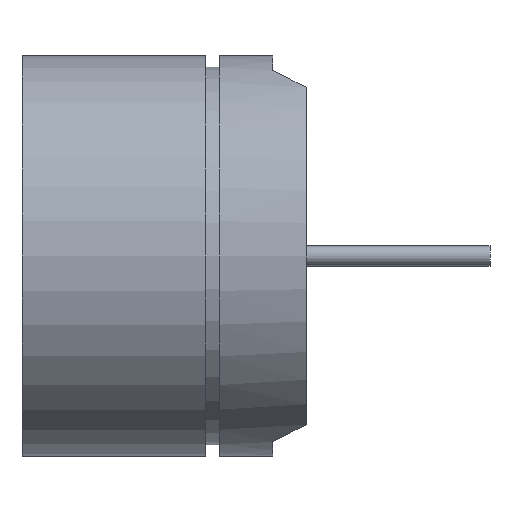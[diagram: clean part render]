
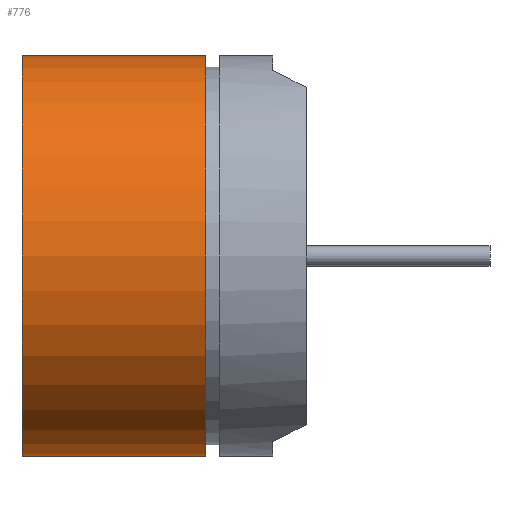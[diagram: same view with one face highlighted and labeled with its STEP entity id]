
A CAD part, left-side view. The second image highlights one B-rep face of the part: STEP entity #776.
In plain terms, the highlighted cylindrical face has radius 6 mm (diameter 12 mm), a partial arc.
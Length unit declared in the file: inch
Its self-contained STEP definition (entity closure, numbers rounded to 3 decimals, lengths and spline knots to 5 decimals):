
#47 = AXIS2_PLACEMENT_3D ( 'NONE', #1041, #850, #546 ) ;
#133 = CIRCLE ( 'NONE', #783, 0.23622 ) ;
#140 = CARTESIAN_POINT ( 'NONE',  ( 0., 0., 0.23622 ) ) ;
#163 = CARTESIAN_POINT ( 'NONE',  ( 0., 0.33465, -0.23622 ) ) ;
#174 = VECTOR ( 'NONE', #1317, 39.37008 ) ;
#225 = ORIENTED_EDGE ( 'NONE', *, *, #2110, .T. ) ;
#326 = VERTEX_POINT ( 'NONE', #2044 ) ;
#453 = CIRCLE ( 'NONE', #47, 0.23622 ) ;
#532 = DIRECTION ( 'NONE',  ( 0., 1., 0. ) ) ;
#546 = DIRECTION ( 'NONE',  ( 0., 0., 1. ) ) ;
#737 = VECTOR ( 'NONE', #532, 39.37008 ) ;
#776 = ADVANCED_FACE ( 'NONE', ( #1169 ), #1526, .T. ) ;
#783 = AXIS2_PLACEMENT_3D ( 'NONE', #1710, #1684, #2026 ) ;
#850 = DIRECTION ( 'NONE',  ( 0., 1., 0. ) ) ;
#851 = ORIENTED_EDGE ( 'NONE', *, *, #1322, .F. ) ;
#934 = ORIENTED_EDGE ( 'NONE', *, *, #1981, .F. ) ;
#1041 = CARTESIAN_POINT ( 'NONE',  ( 0., 0.33465, 0. ) ) ;
#1065 = VERTEX_POINT ( 'NONE', #1660 ) ;
#1129 = VERTEX_POINT ( 'NONE', #1720 ) ;
#1169 = FACE_OUTER_BOUND ( 'NONE', #1739, .T. ) ;
#1183 = EDGE_CURVE ( 'NONE', #326, #1129, #1836, .T. ) ;
#1317 = DIRECTION ( 'NONE',  ( 0., 1., 0. ) ) ;
#1322 = EDGE_CURVE ( 'NONE', #1546, #1129, #453, .T. ) ;
#1526 = CYLINDRICAL_SURFACE ( 'NONE', #1950, 0.23622 ) ;
#1546 = VERTEX_POINT ( 'NONE', #163 ) ;
#1566 = ORIENTED_EDGE ( 'NONE', *, *, #1183, .T. ) ;
#1650 = LINE ( 'NONE', #2165, #174 ) ;
#1660 = CARTESIAN_POINT ( 'NONE',  ( 0., 0.11811, -0.23622 ) ) ;
#1684 = DIRECTION ( 'NONE',  ( 0., 1., 0. ) ) ;
#1710 = CARTESIAN_POINT ( 'NONE',  ( 0., 0.11811, 0. ) ) ;
#1720 = CARTESIAN_POINT ( 'NONE',  ( 0., 0.33465, 0.23622 ) ) ;
#1739 = EDGE_LOOP ( 'NONE', ( #934, #225, #1566, #851 ) ) ;
#1836 = LINE ( 'NONE', #140, #737 ) ;
#1950 = AXIS2_PLACEMENT_3D ( 'NONE', #2206, #2047, #2190 ) ;
#1981 = EDGE_CURVE ( 'NONE', #1065, #1546, #1650, .T. ) ;
#2026 = DIRECTION ( 'NONE',  ( 0., 0., 1. ) ) ;
#2044 = CARTESIAN_POINT ( 'NONE',  ( 0., 0.11811, 0.23622 ) ) ;
#2047 = DIRECTION ( 'NONE',  ( 0., 1., 0. ) ) ;
#2110 = EDGE_CURVE ( 'NONE', #1065, #326, #133, .T. ) ;
#2165 = CARTESIAN_POINT ( 'NONE',  ( 0., 0., -0.23622 ) ) ;
#2190 = DIRECTION ( 'NONE',  ( 0., 0., 1. ) ) ;
#2206 = CARTESIAN_POINT ( 'NONE',  ( 0., 0., 0. ) ) ;
